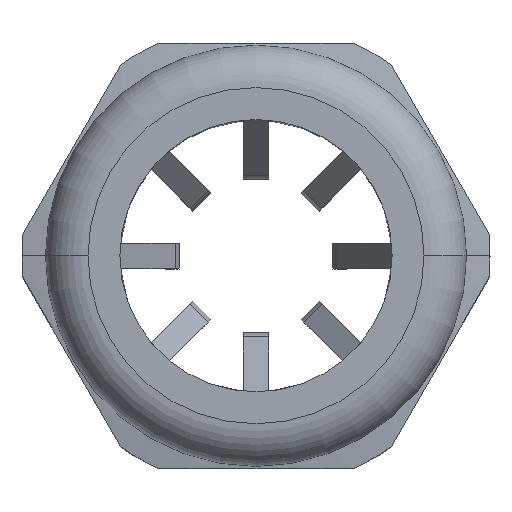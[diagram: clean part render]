
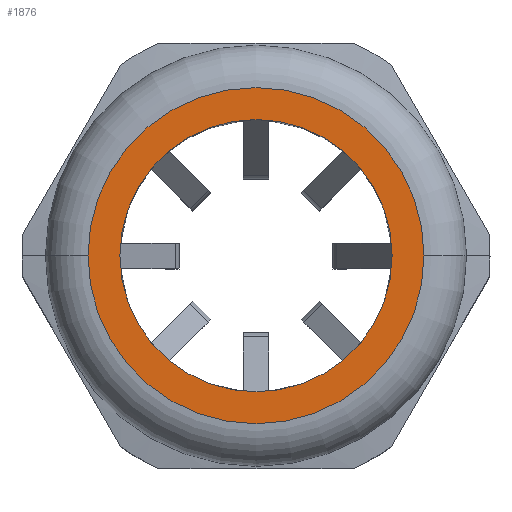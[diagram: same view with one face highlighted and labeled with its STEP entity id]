
A CAD part, top view. The second image highlights one B-rep face of the part: STEP entity #1876.
In plain terms, the highlighted planar face has unit normal (0, 0, 1).
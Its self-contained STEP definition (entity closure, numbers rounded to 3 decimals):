
#35 = FACE_OUTER_BOUND ( 'NONE', #343, .T. ) ;
#123 = AXIS2_PLACEMENT_3D ( 'NONE', #1005, #1004, #1003 ) ;
#198 = AXIS2_PLACEMENT_3D ( 'NONE', #1167, #1166, #1165 ) ;
#296 = EDGE_LOOP ( 'NONE', ( #2312, #2314 ) ) ;
#343 = EDGE_LOOP ( 'NONE', ( #2311, #2315 ) ) ;
#418 = VERTEX_POINT ( 'NONE', #2619 ) ;
#420 = VERTEX_POINT ( 'NONE', #2617 ) ;
#427 = VERTEX_POINT ( 'NONE', #2610 ) ;
#429 = VERTEX_POINT ( 'NONE', #2608 ) ;
#590 = FACE_BOUND ( 'NONE', #296, .T. ) ;
#597 = AXIS2_PLACEMENT_3D ( 'NONE', #3315, #3307, #3374 ) ;
#599 = AXIS2_PLACEMENT_3D ( 'NONE', #3312, #3311, #3310 ) ;
#632 = DIRECTION ( 'NONE',  ( 1., 0., 0. ) ) ;
#633 = DIRECTION ( 'NONE',  ( 0., 0., 1. ) ) ;
#637 = CARTESIAN_POINT ( 'NONE',  ( 0., 0., 43.5 ) ) ;
#1003 = DIRECTION ( 'NONE',  ( 1., 0., 0. ) ) ;
#1004 = DIRECTION ( 'NONE',  ( 0., 0., 1. ) ) ;
#1005 = CARTESIAN_POINT ( 'NONE',  ( 0., 0., 43.5 ) ) ;
#1165 = DIRECTION ( 'NONE',  ( 1., 0., 0. ) ) ;
#1166 = DIRECTION ( 'NONE',  ( 0., 0., 1. ) ) ;
#1167 = CARTESIAN_POINT ( 'NONE',  ( 0., 0., 43.5 ) ) ;
#1627 = AXIS2_PLACEMENT_3D ( 'NONE', #637, #633, #632 ) ;
#1820 = EDGE_CURVE ( 'NONE', #427, #429, #2044, .T. ) ;
#1876 = ADVANCED_FACE ( 'NONE', ( #590, #35 ), #3130, .T. ) ;
#1883 = EDGE_CURVE ( 'NONE', #429, #427, #2021, .T. ) ;
#1915 = CIRCLE ( 'NONE', #1627, 16. ) ;
#1934 = EDGE_CURVE ( 'NONE', #420, #418, #1985, .T. ) ;
#1985 = CIRCLE ( 'NONE', #123, 16. ) ;
#2021 = CIRCLE ( 'NONE', #198, 19.75 ) ;
#2044 = CIRCLE ( 'NONE', #599, 19.75 ) ;
#2075 = EDGE_CURVE ( 'NONE', #418, #420, #1915, .T. ) ;
#2311 = ORIENTED_EDGE ( 'NONE', *, *, #1883, .T. ) ;
#2312 = ORIENTED_EDGE ( 'NONE', *, *, #1934, .F. ) ;
#2314 = ORIENTED_EDGE ( 'NONE', *, *, #2075, .F. ) ;
#2315 = ORIENTED_EDGE ( 'NONE', *, *, #1820, .T. ) ;
#2608 = CARTESIAN_POINT ( 'NONE',  ( 19.75, 0., 43.5 ) ) ;
#2610 = CARTESIAN_POINT ( 'NONE',  ( -19.75, 0., 43.5 ) ) ;
#2617 = CARTESIAN_POINT ( 'NONE',  ( 16., 0., 43.5 ) ) ;
#2619 = CARTESIAN_POINT ( 'NONE',  ( -16., 0., 43.5 ) ) ;
#3130 = PLANE ( 'NONE',  #597 ) ;
#3307 = DIRECTION ( 'NONE',  ( 0., 0., 1. ) ) ;
#3310 = DIRECTION ( 'NONE',  ( 1., 0., 0. ) ) ;
#3311 = DIRECTION ( 'NONE',  ( 0., 0., 1. ) ) ;
#3312 = CARTESIAN_POINT ( 'NONE',  ( 0., 0., 43.5 ) ) ;
#3315 = CARTESIAN_POINT ( 'NONE',  ( 0., 0., 43.5 ) ) ;
#3374 = DIRECTION ( 'NONE',  ( 1., 0., 0. ) ) ;
